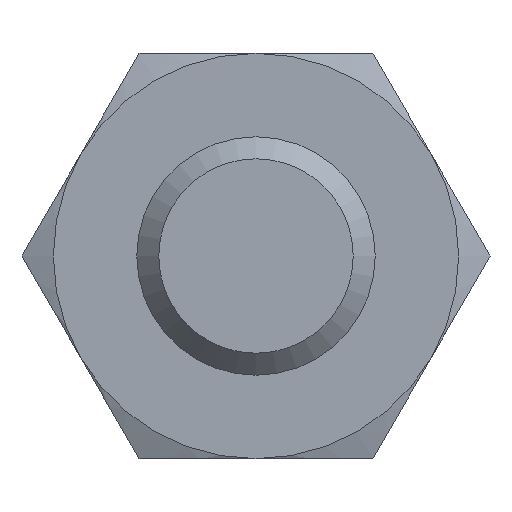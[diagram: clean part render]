
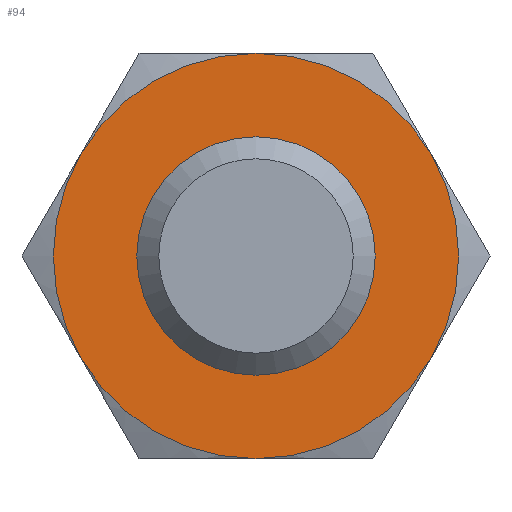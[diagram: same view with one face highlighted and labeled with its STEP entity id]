
A CAD part, front view. The second image highlights one B-rep face of the part: STEP entity #94.
In plain terms, the highlighted planar face has unit normal (0, -1, 0).
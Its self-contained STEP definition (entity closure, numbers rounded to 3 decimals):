
#94 = ADVANCED_FACE( '', ( #190, #191 ), #192, .F. );
#190 = FACE_BOUND( '', #281, .T. );
#191 = FACE_OUTER_BOUND( '', #282, .T. );
#192 = PLANE( '', #283 );
#281 = EDGE_LOOP( '', ( #463 ) );
#282 = EDGE_LOOP( '', ( #464, #465, #466, #467, #468, #469 ) );
#283 = AXIS2_PLACEMENT_3D( '', #470, #471, #472 );
#463 = ORIENTED_EDGE( '', *, *, #553, .F. );
#464 = ORIENTED_EDGE( '', *, *, #558, .T. );
#465 = ORIENTED_EDGE( '', *, *, #523, .T. );
#466 = ORIENTED_EDGE( '', *, *, #564, .T. );
#467 = ORIENTED_EDGE( '', *, *, #556, .T. );
#468 = ORIENTED_EDGE( '', *, *, #550, .T. );
#469 = ORIENTED_EDGE( '', *, *, #562, .T. );
#470 = CARTESIAN_POINT( '', ( 8.5, 0., 0. ) );
#471 = DIRECTION( '', ( 0., 1., 0. ) );
#472 = DIRECTION( '', ( 0., 0., 1. ) );
#523 = EDGE_CURVE( '', #606, #598, #616, .T. );
#550 = EDGE_CURVE( '', #630, #647, #652, .T. );
#553 = EDGE_CURVE( '', #656, #656, #657, .T. );
#556 = EDGE_CURVE( '', #584, #630, #660, .T. );
#558 = EDGE_CURVE( '', #635, #606, #662, .T. );
#562 = EDGE_CURVE( '', #647, #635, #666, .T. );
#564 = EDGE_CURVE( '', #598, #584, #668, .T. );
#584 = VERTEX_POINT( '', #699 );
#598 = VERTEX_POINT( '', #739 );
#606 = VERTEX_POINT( '', #763 );
#616 = CIRCLE( '', #794, 8.5 );
#630 = VERTEX_POINT( '', #809 );
#635 = VERTEX_POINT( '', #829 );
#647 = VERTEX_POINT( '', #862 );
#652 = CIRCLE( '', #882, 8.5 );
#656 = VERTEX_POINT( '', #886 );
#657 = CIRCLE( '', #887, 3.85 );
#660 = CIRCLE( '', #890, 8.5 );
#662 = CIRCLE( '', #892, 8.5 );
#666 = CIRCLE( '', #896, 8.5 );
#668 = CIRCLE( '', #898, 8.5 );
#699 = CARTESIAN_POINT( '', ( 0., 0., 8.5 ) );
#739 = CARTESIAN_POINT( '', ( 7.361, 0., 4.25 ) );
#763 = CARTESIAN_POINT( '', ( 7.361, 0., -4.25 ) );
#794 = AXIS2_PLACEMENT_3D( '', #918, #919, #920 );
#809 = CARTESIAN_POINT( '', ( -7.361, 0., 4.25 ) );
#829 = CARTESIAN_POINT( '', ( 0., 0., -8.5 ) );
#862 = CARTESIAN_POINT( '', ( -7.361, 0., -4.25 ) );
#882 = AXIS2_PLACEMENT_3D( '', #941, #942, #943 );
#886 = CARTESIAN_POINT( '', ( 0., 0., -3.85 ) );
#887 = AXIS2_PLACEMENT_3D( '', #947, #948, #949 );
#890 = AXIS2_PLACEMENT_3D( '', #950, #951, #952 );
#892 = AXIS2_PLACEMENT_3D( '', #953, #954, #955 );
#896 = AXIS2_PLACEMENT_3D( '', #956, #957, #958 );
#898 = AXIS2_PLACEMENT_3D( '', #959, #960, #961 );
#918 = CARTESIAN_POINT( '', ( 0., 0., 0. ) );
#919 = DIRECTION( '', ( 0., -1., 0. ) );
#920 = DIRECTION( '', ( 0., 0., -1. ) );
#941 = CARTESIAN_POINT( '', ( 0., 0., 0. ) );
#942 = DIRECTION( '', ( 0., -1., 0. ) );
#943 = DIRECTION( '', ( 0., 0., -1. ) );
#947 = CARTESIAN_POINT( '', ( 0., 0., 0. ) );
#948 = DIRECTION( '', ( 0., -1., 0. ) );
#949 = DIRECTION( '', ( 0., 0., -1. ) );
#950 = CARTESIAN_POINT( '', ( 0., 0., 0. ) );
#951 = DIRECTION( '', ( 0., -1., 0. ) );
#952 = DIRECTION( '', ( 0., 0., -1. ) );
#953 = CARTESIAN_POINT( '', ( 0., 0., 0. ) );
#954 = DIRECTION( '', ( 0., -1., 0. ) );
#955 = DIRECTION( '', ( 0., 0., -1. ) );
#956 = CARTESIAN_POINT( '', ( 0., 0., 0. ) );
#957 = DIRECTION( '', ( 0., -1., 0. ) );
#958 = DIRECTION( '', ( 0., 0., -1. ) );
#959 = CARTESIAN_POINT( '', ( 0., 0., 0. ) );
#960 = DIRECTION( '', ( 0., -1., 0. ) );
#961 = DIRECTION( '', ( 0., 0., -1. ) );
